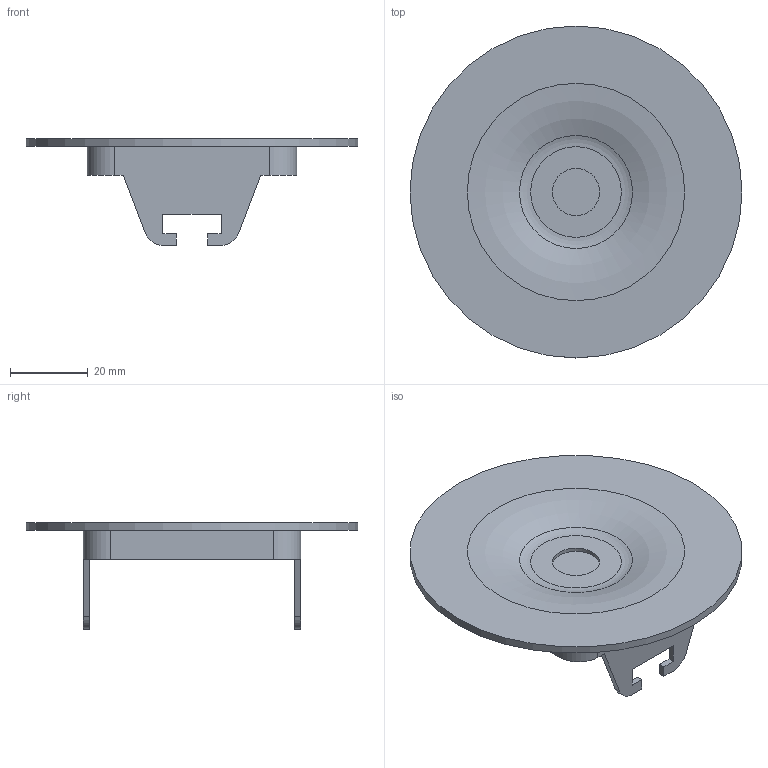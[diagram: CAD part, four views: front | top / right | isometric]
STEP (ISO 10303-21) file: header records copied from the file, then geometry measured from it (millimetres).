
FILE_DESCRIPTION(/* description */ ('Unknown'),/* implementation_level */ '2;1');
FILE_NAME(/* name */ 'SN 9105-03 SLB',/* time_stamp */ '2020-11-09T12:41:18+01:00',/* author */ ('Unknown'),/* organization */ ('Unknown'),/* preprocessor_version */ 'ST-DEVELOPER v16.7',/* originating_system */ 'Solid Edge',/* authorisation */ 'Unknown');
FILE_SCHEMA (('AUTOMOTIVE_DESIGN {1 0 10303 214 3 1 1}'));
Length unit declared in the file: millimetre
Products named in the file (1): SN 9105-03 SLB
Bounding box: 85.5 x 85.5 x 27.5 mm (x, y, z)
Volume: 31481.6 mm3; surface area: 15479.6 mm2
Topology: 1 solids, 1 shells, 45 faces, 119 edges, 79 vertices
Faces by surface type: plane 33, cylinder 10, torus 2
Full cylindrical faces by diameter (mm): 12.14 x1, 85.5 x1
Entity records: 1398 total; most frequent: CARTESIAN_POINT 240, ORIENTED_EDGE 230, DIRECTION 230, EDGE_CURVE 115, LINE 92, VECTOR 92, VERTEX_POINT 79, AXIS2_PLACEMENT_3D 69
